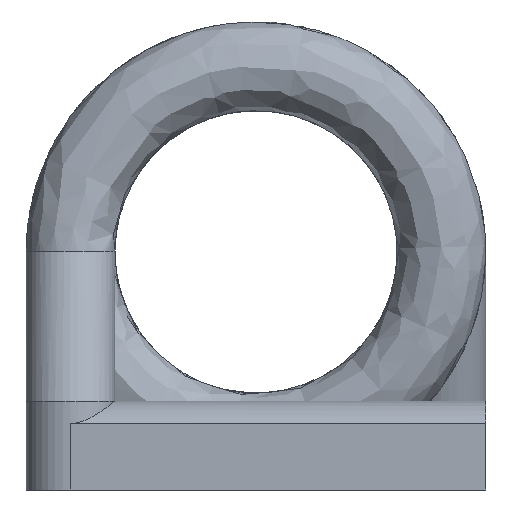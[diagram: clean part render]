
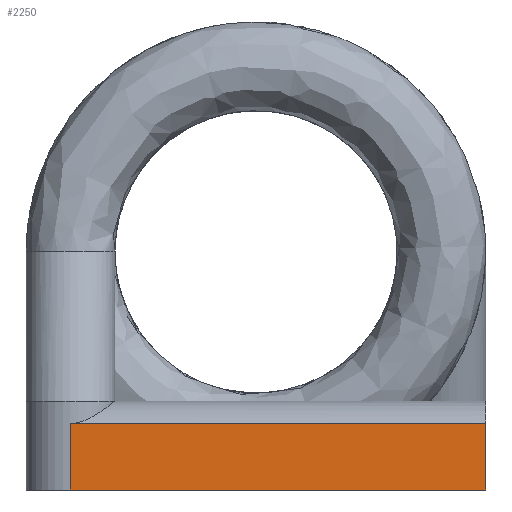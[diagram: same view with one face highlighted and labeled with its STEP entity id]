
A CAD part, left-side view. The second image highlights one B-rep face of the part: STEP entity #2250.
In plain terms, the highlighted planar face has unit normal (-1, 0, 0).
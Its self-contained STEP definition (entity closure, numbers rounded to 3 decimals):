
#1835=DIRECTION('',(0.,1.,0.));
#2019=VERTEX_POINT('',#2020);
#2020=CARTESIAN_POINT('',(-3.65,2.255,0.81));
#2084=ORIENTED_EDGE('',*,*,#2085,.T.);
#2085=EDGE_CURVE('',#2019,#2086,#2088,.T.);
#2086=VERTEX_POINT('',#2087);
#2087=CARTESIAN_POINT('',(-3.65,2.255,0.));
#2088=LINE('',#2020,#2089);
#2089=VECTOR('',#2090,1.);
#2090=DIRECTION('',(0.,0.,-1.));
#2235=VERTEX_POINT('',#2236);
#2236=CARTESIAN_POINT('',(-3.65,-2.795,0.81));
#2245=VECTOR('',#1835,1.);
#2247=EDGE_CURVE('',#2235,#2019,#2248,.T.);
#2248=LINE('',#2236,#2245);
#2250=ADVANCED_FACE('',(#2251),#2262,.T.);
#2251=FACE_BOUND('',#2252,.T.);
#2252=EDGE_LOOP('',(#2253,#2084,#2254,#2259));
#2253=ORIENTED_EDGE('',*,*,#2247,.T.);
#2254=ORIENTED_EDGE('',*,*,#2255,.F.);
#2255=EDGE_CURVE('',#2256,#2086,#2258,.T.);
#2256=VERTEX_POINT('',#2257);
#2257=CARTESIAN_POINT('',(-3.65,-2.795,0.));
#2258=LINE('',#2257,#2245);
#2259=ORIENTED_EDGE('',*,*,#2260,.F.);
#2260=EDGE_CURVE('',#2235,#2256,#2261,.T.);
#2261=LINE('',#2236,#2089);
#2262=PLANE('',#2263);
#2263=AXIS2_PLACEMENT_3D('',#2236,#2264,#2090);
#2264=DIRECTION('',(-1.,0.,0.));
